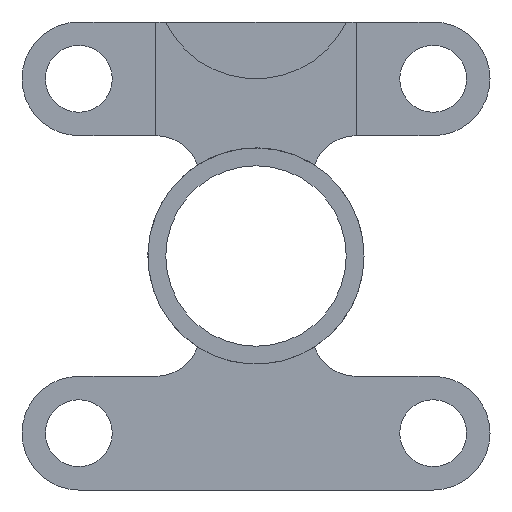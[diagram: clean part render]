
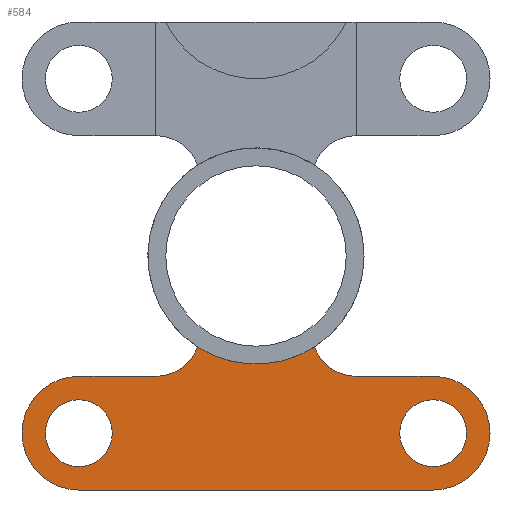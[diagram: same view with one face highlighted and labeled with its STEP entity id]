
A CAD part, left-side view. The second image highlights one B-rep face of the part: STEP entity #584.
In plain terms, the highlighted planar face has unit normal (-1, 0, 0).
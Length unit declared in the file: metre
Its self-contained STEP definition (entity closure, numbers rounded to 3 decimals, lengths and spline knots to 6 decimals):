
#18=CIRCLE('',#628,0.00485);
#31=CIRCLE('',#647,0.00255);
#33=CIRCLE('',#652,0.00255);
#35=CIRCLE('',#655,0.0015);
#36=CIRCLE('',#656,0.0015);
#37=CIRCLE('',#657,0.002);
#38=CIRCLE('',#658,0.002);
#151=ORIENTED_EDGE('',*,*,#284,.T.);
#152=ORIENTED_EDGE('',*,*,#285,.T.);
#153=ORIENTED_EDGE('',*,*,#272,.F.);
#154=ORIENTED_EDGE('',*,*,#282,.F.);
#155=ORIENTED_EDGE('',*,*,#280,.F.);
#156=ORIENTED_EDGE('',*,*,#286,.T.);
#157=ORIENTED_EDGE('',*,*,#251,.T.);
#158=ORIENTED_EDGE('',*,*,#287,.T.);
#159=ORIENTED_EDGE('',*,*,#277,.T.);
#160=ORIENTED_EDGE('',*,*,#275,.F.);
#251=EDGE_CURVE('',#325,#324,#18,.T.);
#272=EDGE_CURVE('',#340,#341,#389,.T.);
#275=EDGE_CURVE('',#341,#342,#31,.T.);
#277=EDGE_CURVE('',#344,#342,#392,.T.);
#280=EDGE_CURVE('',#345,#346,#395,.T.);
#282=EDGE_CURVE('',#346,#340,#33,.T.);
#284=EDGE_CURVE('',#348,#348,#35,.T.);
#285=EDGE_CURVE('',#349,#349,#36,.T.);
#286=EDGE_CURVE('',#345,#325,#37,.T.);
#287=EDGE_CURVE('',#324,#344,#38,.T.);
#324=VERTEX_POINT('',#932);
#325=VERTEX_POINT('',#934);
#340=VERTEX_POINT('',#974);
#341=VERTEX_POINT('',#976);
#342=VERTEX_POINT('',#980);
#344=VERTEX_POINT('',#986);
#345=VERTEX_POINT('',#990);
#346=VERTEX_POINT('',#992);
#348=VERTEX_POINT('',#1000);
#349=VERTEX_POINT('',#1002);
#389=LINE('',#975,#431);
#392=LINE('',#985,#434);
#395=LINE('',#991,#437);
#431=VECTOR('',#780,1.);
#434=VECTOR('',#791,1.);
#437=VECTOR('',#796,1.);
#464=EDGE_LOOP('',(#151));
#465=EDGE_LOOP('',(#152));
#466=EDGE_LOOP('',(#153,#154,#155,#156,#157,#158,#159,#160));
#518=FACE_BOUND('',#464,.T.);
#519=FACE_BOUND('',#465,.T.);
#520=FACE_BOUND('',#466,.T.);
#559=PLANE('',#654);
#584=ADVANCED_FACE('',(#518,#519,#520),#559,.F.);
#628=AXIS2_PLACEMENT_3D('',#933,#736,#737);
#647=AXIS2_PLACEMENT_3D('',#981,#785,#786);
#652=AXIS2_PLACEMENT_3D('',#995,#800,#801);
#654=AXIS2_PLACEMENT_3D('',#998,#804,#805);
#655=AXIS2_PLACEMENT_3D('',#999,#806,#807);
#656=AXIS2_PLACEMENT_3D('',#1001,#808,#809);
#657=AXIS2_PLACEMENT_3D('',#1003,#810,#811);
#658=AXIS2_PLACEMENT_3D('',#1004,#812,#813);
#736=DIRECTION('',(1.,0.,0.));
#737=DIRECTION('',(0.,1.,0.));
#780=DIRECTION('',(0.,1.,0.));
#785=DIRECTION('',(1.,0.,0.));
#786=DIRECTION('',(0.,1.,0.));
#791=DIRECTION('',(0.,1.,0.));
#796=DIRECTION('',(0.,-1.,0.));
#800=DIRECTION('',(1.,0.,0.));
#801=DIRECTION('',(0.,1.,0.));
#804=DIRECTION('',(1.,0.,0.));
#805=DIRECTION('',(0.,-1.,0.));
#806=DIRECTION('',(1.,0.,0.));
#807=DIRECTION('',(0.,1.,0.));
#808=DIRECTION('',(1.,0.,0.));
#809=DIRECTION('',(0.,1.,0.));
#810=DIRECTION('',(1.,0.,0.));
#811=DIRECTION('',(0.,1.,0.));
#812=DIRECTION('',(1.,0.,0.));
#813=DIRECTION('',(0.,1.,0.));
#932=CARTESIAN_POINT('',(-0.00665,0.00254,-0.009811));
#933=CARTESIAN_POINT('',(-0.00665,-0.000079,-0.005729));
#934=CARTESIAN_POINT('',(-0.00665,-0.002699,-0.009811));
#974=CARTESIAN_POINT('',(-0.00665,-0.008029,-0.016229));
#975=CARTESIAN_POINT('',(-0.00665,-0.000079,-0.016229));
#976=CARTESIAN_POINT('',(-0.00665,0.007871,-0.016229));
#980=CARTESIAN_POINT('',(-0.00665,0.007871,-0.011129));
#981=CARTESIAN_POINT('',(-0.00665,0.007871,-0.013679));
#985=CARTESIAN_POINT('',(-0.00665,0.005146,-0.011129));
#986=CARTESIAN_POINT('',(-0.00665,0.004421,-0.011129));
#990=CARTESIAN_POINT('',(-0.00665,-0.004579,-0.011129));
#991=CARTESIAN_POINT('',(-0.00665,-0.005304,-0.011129));
#992=CARTESIAN_POINT('',(-0.00665,-0.008029,-0.011129));
#995=CARTESIAN_POINT('',(-0.00665,-0.008029,-0.013679));
#998=CARTESIAN_POINT('',(-0.00665,-0.000079,-0.005729));
#999=CARTESIAN_POINT('',(-0.00665,-0.008029,-0.013679));
#1000=CARTESIAN_POINT('',(-0.00665,-0.006529,-0.013679));
#1001=CARTESIAN_POINT('',(-0.00665,0.007871,-0.013679));
#1002=CARTESIAN_POINT('',(-0.00665,0.009371,-0.013679));
#1003=CARTESIAN_POINT('',(-0.00665,-0.004579,-0.009129));
#1004=CARTESIAN_POINT('',(-0.00665,0.004421,-0.009129));
